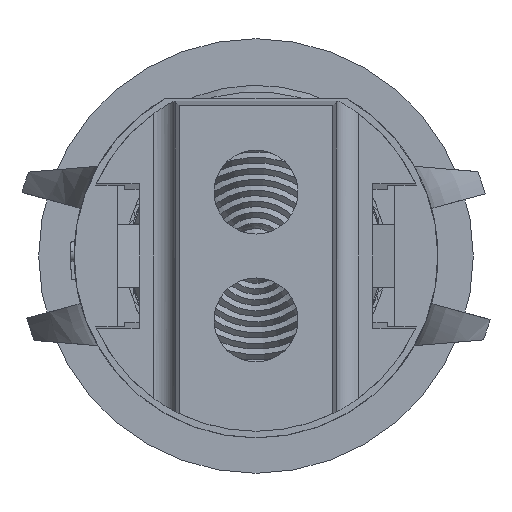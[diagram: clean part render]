
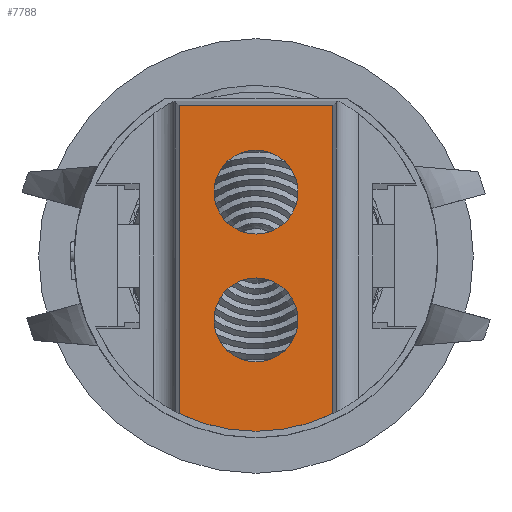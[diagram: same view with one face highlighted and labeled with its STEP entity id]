
A CAD part, front view. The second image highlights one B-rep face of the part: STEP entity #7788.
In plain terms, the highlighted planar face has unit normal (0, -1, 0).
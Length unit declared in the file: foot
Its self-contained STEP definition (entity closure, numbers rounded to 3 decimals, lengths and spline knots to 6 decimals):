
#53 = DIRECTION ( 'NONE',  ( 0., 0., 1. ) ) ;
#215 = AXIS2_PLACEMENT_3D ( 'NONE', #14473, #7597, #3301 ) ;
#326 = EDGE_CURVE ( 'NONE', #14985, #9047, #4665, .T. ) ;
#468 = CARTESIAN_POINT ( 'NONE',  ( 0.017667, -0.028083, 0.00925 ) ) ;
#585 = FACE_BOUND ( 'NONE', #3649, .T. ) ;
#609 = VERTEX_POINT ( 'NONE', #10698 ) ;
#1119 = ORIENTED_EDGE ( 'NONE', *, *, #326, .F. ) ;
#1155 = EDGE_CURVE ( 'NONE', #9047, #14985, #4861, .T. ) ;
#1167 = LINE ( 'NONE', #18073, #8485 ) ;
#1429 = CARTESIAN_POINT ( 'NONE',  ( 0.007292, -0.028083, 0. ) ) ;
#1505 = CIRCLE ( 'NONE', #10476, 0.004792 ) ;
#1640 = EDGE_CURVE ( 'NONE', #7418, #7337, #14905, .T. ) ;
#2606 = CARTESIAN_POINT ( 'NONE',  ( 0.01798, -0.028083, -0.00876 ) ) ;
#2693 = ORIENTED_EDGE ( 'NONE', *, *, #7648, .T. ) ;
#2833 = DIRECTION ( 'NONE',  ( 0., 0., 1. ) ) ;
#3301 = DIRECTION ( 'NONE',  ( 0., 0., 1. ) ) ;
#3375 = DIRECTION ( 'NONE',  ( 0., 0., 1. ) ) ;
#3649 = EDGE_LOOP ( 'NONE', ( #11577, #1119 ) ) ;
#3781 = CARTESIAN_POINT ( 'NONE',  ( -0.007292, -0.028083, 0.004792 ) ) ;
#4159 = CARTESIAN_POINT ( 'NONE',  ( 0., -0.028083, 0. ) ) ;
#4665 = CIRCLE ( 'NONE', #8140, 0.004792 ) ;
#4861 = CIRCLE ( 'NONE', #14242, 0.004792 ) ;
#4900 = EDGE_CURVE ( 'NONE', #16096, #609, #9357, .T. ) ;
#6160 = CARTESIAN_POINT ( 'NONE',  ( 0.017667, -0.028083, 0.00876 ) ) ;
#6287 = DIRECTION ( 'NONE',  ( -1., 0., 0. ) ) ;
#6305 = ORIENTED_EDGE ( 'NONE', *, *, #4900, .T. ) ;
#6469 = CARTESIAN_POINT ( 'NONE',  ( 0.007292, -0.028083, -0.004792 ) ) ;
#7041 = DIRECTION ( 'NONE',  ( 0., -1., 0. ) ) ;
#7261 = EDGE_CURVE ( 'NONE', #7337, #7418, #1505, .T. ) ;
#7337 = VERTEX_POINT ( 'NONE', #3781 ) ;
#7418 = VERTEX_POINT ( 'NONE', #14228 ) ;
#7539 = DIRECTION ( 'NONE',  ( 0., 0., -1. ) ) ;
#7597 = DIRECTION ( 'NONE',  ( 0., 1., 0. ) ) ;
#7648 = EDGE_CURVE ( 'NONE', #17513, #16311, #8798, .T. ) ;
#7788 = ADVANCED_FACE ( 'NONE', ( #585, #16108, #16350 ), #17817, .F. ) ;
#7800 = DIRECTION ( 'NONE',  ( -1., 0., 0. ) ) ;
#8115 = VECTOR ( 'NONE', #7539, 3.28084 ) ;
#8140 = AXIS2_PLACEMENT_3D ( 'NONE', #17585, #16121, #53 ) ;
#8485 = VECTOR ( 'NONE', #7800, 3.28084 ) ;
#8798 = LINE ( 'NONE', #17751, #8115 ) ;
#9047 = VERTEX_POINT ( 'NONE', #15746 ) ;
#9357 = CIRCLE ( 'NONE', #10805, 0.02 ) ;
#9374 = LINE ( 'NONE', #6160, #10291 ) ;
#10291 = VECTOR ( 'NONE', #6287, 3.28084 ) ;
#10476 = AXIS2_PLACEMENT_3D ( 'NONE', #13802, #15273, #16752 ) ;
#10698 = CARTESIAN_POINT ( 'NONE',  ( 0.01798, -0.028083, 0.00876 ) ) ;
#10725 = EDGE_CURVE ( 'NONE', #609, #17513, #9374, .T. ) ;
#10805 = AXIS2_PLACEMENT_3D ( 'NONE', #4159, #7041, #2833 ) ;
#10846 = ORIENTED_EDGE ( 'NONE', *, *, #7261, .T. ) ;
#11577 = ORIENTED_EDGE ( 'NONE', *, *, #1155, .F. ) ;
#11946 = EDGE_CURVE ( 'NONE', #16096, #16311, #1167, .T. ) ;
#11994 = CARTESIAN_POINT ( 'NONE',  ( -0.017176, -0.028083, -0.00876 ) ) ;
#12918 = DIRECTION ( 'NONE',  ( 0., -1., 0. ) ) ;
#12977 = DIRECTION ( 'NONE',  ( 0., 0., 1. ) ) ;
#13377 = EDGE_LOOP ( 'NONE', ( #6305, #13721, #2693, #16613 ) ) ;
#13721 = ORIENTED_EDGE ( 'NONE', *, *, #10725, .T. ) ;
#13802 = CARTESIAN_POINT ( 'NONE',  ( -0.007292, -0.028083, 0. ) ) ;
#14228 = CARTESIAN_POINT ( 'NONE',  ( -0.007292, -0.028083, -0.004792 ) ) ;
#14242 = AXIS2_PLACEMENT_3D ( 'NONE', #1429, #12918, #12977 ) ;
#14473 = CARTESIAN_POINT ( 'NONE',  ( -0.007292, -0.028083, 0. ) ) ;
#14711 = CARTESIAN_POINT ( 'NONE',  ( -0.017176, -0.028083, 0.00876 ) ) ;
#14905 = CIRCLE ( 'NONE', #215, 0.004792 ) ;
#14985 = VERTEX_POINT ( 'NONE', #6469 ) ;
#15273 = DIRECTION ( 'NONE',  ( 0., 1., 0. ) ) ;
#15746 = CARTESIAN_POINT ( 'NONE',  ( 0.007292, -0.028083, 0.004792 ) ) ;
#16096 = VERTEX_POINT ( 'NONE', #2606 ) ;
#16108 = FACE_BOUND ( 'NONE', #18693, .T. ) ;
#16121 = DIRECTION ( 'NONE',  ( 0., -1., 0. ) ) ;
#16311 = VERTEX_POINT ( 'NONE', #11994 ) ;
#16350 = FACE_OUTER_BOUND ( 'NONE', #13377, .T. ) ;
#16411 = DIRECTION ( 'NONE',  ( 0., 1., 0. ) ) ;
#16613 = ORIENTED_EDGE ( 'NONE', *, *, #11946, .F. ) ;
#16752 = DIRECTION ( 'NONE',  ( 0., 0., 1. ) ) ;
#17456 = AXIS2_PLACEMENT_3D ( 'NONE', #468, #16411, #3375 ) ;
#17513 = VERTEX_POINT ( 'NONE', #14711 ) ;
#17585 = CARTESIAN_POINT ( 'NONE',  ( 0.007292, -0.028083, 0. ) ) ;
#17751 = CARTESIAN_POINT ( 'NONE',  ( -0.017176, -0.028083, 0.00925 ) ) ;
#17817 = PLANE ( 'NONE',  #17456 ) ;
#18073 = CARTESIAN_POINT ( 'NONE',  ( 0.017667, -0.028083, -0.00876 ) ) ;
#18182 = ORIENTED_EDGE ( 'NONE', *, *, #1640, .T. ) ;
#18693 = EDGE_LOOP ( 'NONE', ( #10846, #18182 ) ) ;
